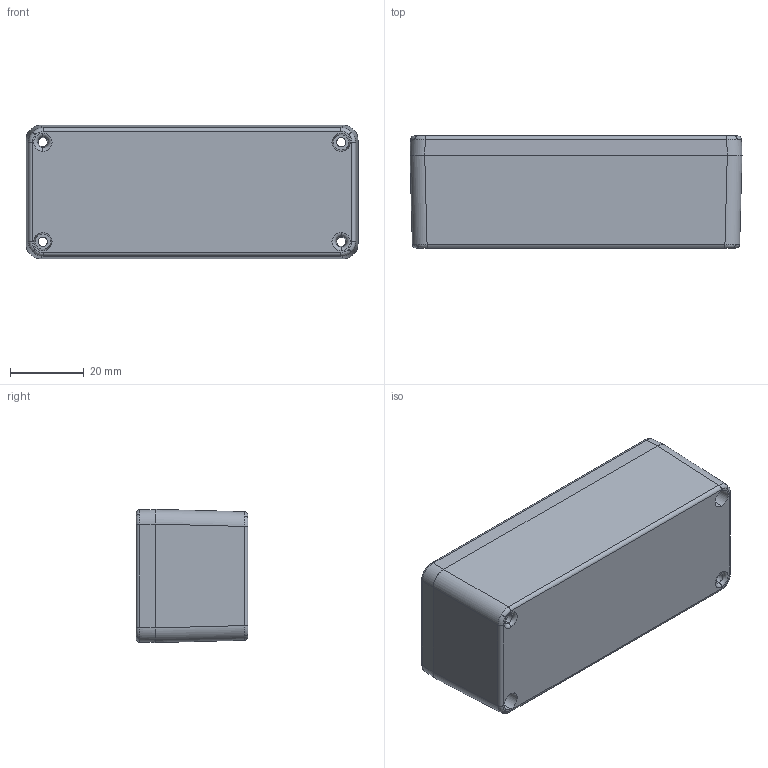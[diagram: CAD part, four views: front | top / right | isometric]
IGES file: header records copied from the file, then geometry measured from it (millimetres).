
Global section: file name: No Iges File Name specified; native system: Autodesk Inventor 2010; preprocessor: AutoDesk Inventor Iges Exporter R2010; author: tcook; date: 20091117.103244; units: millimetre
Bounding box: 90.2 x 30.4 x 36.2 mm (x, y, z)
Volume: 38712.8 mm3; surface area: 27908.6 mm2
Topology: 2 solids, 2 shells, 389 faces, 894 edges, 518 vertices
Faces by surface type: bspline 130, revolution 128, plane 51, cylinder 36, torus 30, cone 14
